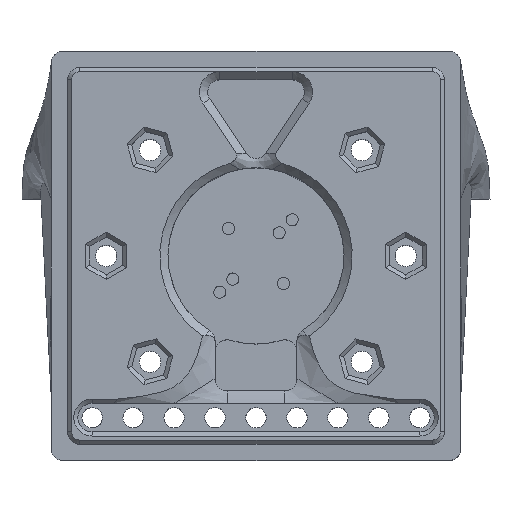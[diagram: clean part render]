
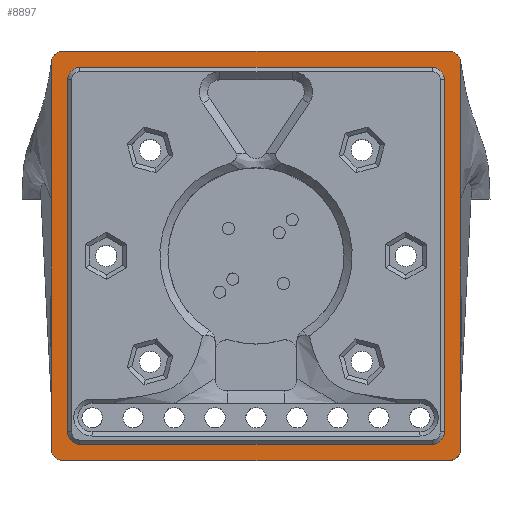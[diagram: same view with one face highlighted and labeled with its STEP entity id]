
A CAD part, top view. The second image highlights one B-rep face of the part: STEP entity #8897.
In plain terms, the highlighted planar face has unit normal (0, 0, 1).
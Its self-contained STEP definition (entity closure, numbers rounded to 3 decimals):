
#310=PLANE('',#9596);
#574=FACE_BOUND('',#3060,.T.);
#957=LINE('',#17959,#1684);
#960=LINE('',#17967,#1687);
#963=LINE('',#17979,#1690);
#965=LINE('',#17989,#1692);
#1069=LINE('',#18298,#1796);
#1078=LINE('',#19146,#1805);
#1256=LINE('',#19913,#1983);
#1290=LINE('',#20016,#2017);
#1684=VECTOR('',#10642,10.);
#1687=VECTOR('',#10651,10.);
#1690=VECTOR('',#10664,10.);
#1692=VECTOR('',#10676,10.);
#1796=VECTOR('',#10918,10.);
#1805=VECTOR('',#10953,10.);
#1983=VECTOR('',#11459,10.);
#2017=VECTOR('',#11583,10.);
#2479=FACE_OUTER_BOUND('',#3059,.T.);
#3059=EDGE_LOOP('',(#7958,#7959,#7960,#7961,#7962,#7963,#7964,#7965));
#3060=EDGE_LOOP('',(#7966,#7967,#7968,#7969,#7970,#7971,#7972,#7973));
#3544=CIRCLE('',#9285,3.);
#3545=CIRCLE('',#9288,3.);
#3548=CIRCLE('',#9293,3.);
#3551=CIRCLE('',#9298,3.);
#3644=CIRCLE('',#9547,3.);
#3660=CIRCLE('',#9593,3.);
#3661=CIRCLE('',#9595,3.);
#3662=CIRCLE('',#9597,3.);
#4104=VERTEX_POINT('',#17951);
#4105=VERTEX_POINT('',#17953);
#4106=VERTEX_POINT('',#17957);
#4107=VERTEX_POINT('',#17961);
#4108=VERTEX_POINT('',#17965);
#4111=VERTEX_POINT('',#17973);
#4112=VERTEX_POINT('',#17975);
#4115=VERTEX_POINT('',#17985);
#4194=VERTEX_POINT('',#18295);
#4195=VERTEX_POINT('',#18297);
#4229=VERTEX_POINT('',#19143);
#4230=VERTEX_POINT('',#19145);
#4377=VERTEX_POINT('',#19910);
#4378=VERTEX_POINT('',#19912);
#4401=VERTEX_POINT('',#20013);
#4402=VERTEX_POINT('',#20015);
#5130=EDGE_CURVE('',#4104,#4105,#3544,.F.);
#5133=EDGE_CURVE('',#4106,#4104,#957,.T.);
#5135=EDGE_CURVE('',#4107,#4106,#3545,.F.);
#5137=EDGE_CURVE('',#4108,#4107,#960,.T.);
#5141=EDGE_CURVE('',#4111,#4112,#3548,.F.);
#5143=EDGE_CURVE('',#4105,#4111,#963,.T.);
#5147=EDGE_CURVE('',#4115,#4108,#3551,.F.);
#5148=EDGE_CURVE('',#4112,#4115,#965,.T.);
#5275=EDGE_CURVE('',#4194,#4195,#1069,.T.);
#5319=EDGE_CURVE('',#4229,#4230,#1078,.T.);
#5576=EDGE_CURVE('',#4377,#4378,#1256,.T.);
#5578=EDGE_CURVE('',#4230,#4377,#3644,.T.);
#5625=EDGE_CURVE('',#4401,#4402,#1290,.T.);
#5628=EDGE_CURVE('',#4195,#4401,#3660,.T.);
#5629=EDGE_CURVE('',#4378,#4194,#3661,.T.);
#5630=EDGE_CURVE('',#4402,#4229,#3662,.T.);
#7958=ORIENTED_EDGE('',*,*,#5630,.F.);
#7959=ORIENTED_EDGE('',*,*,#5625,.F.);
#7960=ORIENTED_EDGE('',*,*,#5628,.F.);
#7961=ORIENTED_EDGE('',*,*,#5275,.F.);
#7962=ORIENTED_EDGE('',*,*,#5629,.F.);
#7963=ORIENTED_EDGE('',*,*,#5576,.F.);
#7964=ORIENTED_EDGE('',*,*,#5578,.F.);
#7965=ORIENTED_EDGE('',*,*,#5319,.F.);
#7966=ORIENTED_EDGE('',*,*,#5143,.F.);
#7967=ORIENTED_EDGE('',*,*,#5130,.F.);
#7968=ORIENTED_EDGE('',*,*,#5133,.F.);
#7969=ORIENTED_EDGE('',*,*,#5135,.F.);
#7970=ORIENTED_EDGE('',*,*,#5137,.F.);
#7971=ORIENTED_EDGE('',*,*,#5147,.F.);
#7972=ORIENTED_EDGE('',*,*,#5148,.F.);
#7973=ORIENTED_EDGE('',*,*,#5141,.F.);
#8897=ADVANCED_FACE('',(#2479,#574),#310,.F.);
#9285=AXIS2_PLACEMENT_3D('',#17954,#10636,#10637);
#9288=AXIS2_PLACEMENT_3D('',#17963,#10646,#10647);
#9293=AXIS2_PLACEMENT_3D('',#17976,#10659,#10660);
#9298=AXIS2_PLACEMENT_3D('',#17987,#10672,#10673);
#9547=AXIS2_PLACEMENT_3D('',#19916,#11463,#11464);
#9593=AXIS2_PLACEMENT_3D('',#20020,#11589,#11590);
#9595=AXIS2_PLACEMENT_3D('',#20022,#11593,#11594);
#9596=AXIS2_PLACEMENT_3D('',#20023,#11595,#11596);
#9597=AXIS2_PLACEMENT_3D('',#20024,#11597,#11598);
#10636=DIRECTION('center_axis',(0.,0.,-1.));
#10637=DIRECTION('ref_axis',(0.707,-0.707,0.));
#10642=DIRECTION('',(1.,0.,0.));
#10646=DIRECTION('center_axis',(0.,0.,-1.));
#10647=DIRECTION('ref_axis',(-0.707,-0.707,0.));
#10651=DIRECTION('',(0.,-1.,0.));
#10659=DIRECTION('center_axis',(0.,0.,-1.));
#10660=DIRECTION('ref_axis',(0.707,0.707,0.));
#10664=DIRECTION('',(0.,1.,0.));
#10672=DIRECTION('center_axis',(0.,0.,-1.));
#10673=DIRECTION('ref_axis',(-0.707,0.707,0.));
#10676=DIRECTION('',(-1.,0.,0.));
#10918=DIRECTION('',(0.,1.,0.));
#10953=DIRECTION('',(0.,-1.,0.));
#11459=DIRECTION('',(-1.,0.,0.));
#11463=DIRECTION('center_axis',(0.,0.,-1.));
#11464=DIRECTION('ref_axis',(0.707,-0.707,0.));
#11583=DIRECTION('',(1.,0.,0.));
#11589=DIRECTION('center_axis',(0.,0.,-1.));
#11590=DIRECTION('ref_axis',(-0.707,0.707,0.));
#11593=DIRECTION('center_axis',(0.,0.,-1.));
#11594=DIRECTION('ref_axis',(-0.707,-0.707,0.));
#11595=DIRECTION('center_axis',(0.,0.,-1.));
#11596=DIRECTION('ref_axis',(-1.,0.,0.));
#11597=DIRECTION('center_axis',(0.,0.,-1.));
#11598=DIRECTION('ref_axis',(0.707,0.707,0.));
#17951=CARTESIAN_POINT('',(43.,-46.,0.));
#17953=CARTESIAN_POINT('',(46.,-43.,0.));
#17954=CARTESIAN_POINT('Origin',(43.,-43.,0.));
#17957=CARTESIAN_POINT('',(-43.,-46.,0.));
#17959=CARTESIAN_POINT('',(-46.,-46.,0.));
#17961=CARTESIAN_POINT('',(-46.,-43.,0.));
#17963=CARTESIAN_POINT('Origin',(-43.,-43.,0.));
#17965=CARTESIAN_POINT('',(-46.,43.,0.));
#17967=CARTESIAN_POINT('',(-46.,46.,0.));
#17973=CARTESIAN_POINT('',(46.,43.,0.));
#17975=CARTESIAN_POINT('',(43.,46.,0.));
#17976=CARTESIAN_POINT('Origin',(43.,43.,0.));
#17979=CARTESIAN_POINT('',(46.,-46.,0.));
#17985=CARTESIAN_POINT('',(-43.,46.,0.));
#17987=CARTESIAN_POINT('Origin',(-43.,43.,0.));
#17989=CARTESIAN_POINT('',(46.,46.,0.));
#18295=CARTESIAN_POINT('',(-50.,-47.,0.));
#18297=CARTESIAN_POINT('',(-50.,47.,0.));
#18298=CARTESIAN_POINT('',(-50.,-50.,0.));
#19143=CARTESIAN_POINT('',(50.,47.,0.));
#19145=CARTESIAN_POINT('',(50.,-47.,0.));
#19146=CARTESIAN_POINT('',(50.,50.,0.));
#19910=CARTESIAN_POINT('',(47.,-50.,0.));
#19912=CARTESIAN_POINT('',(-47.,-50.,0.));
#19913=CARTESIAN_POINT('',(50.,-50.,0.));
#19916=CARTESIAN_POINT('Origin',(47.,-47.,0.));
#20013=CARTESIAN_POINT('',(-47.,50.,0.));
#20015=CARTESIAN_POINT('',(47.,50.,0.));
#20016=CARTESIAN_POINT('',(-50.,50.,0.));
#20020=CARTESIAN_POINT('Origin',(-47.,47.,0.));
#20022=CARTESIAN_POINT('Origin',(-47.,-47.,0.));
#20023=CARTESIAN_POINT('Origin',(0.,0.,0.));
#20024=CARTESIAN_POINT('Origin',(47.,47.,0.));
